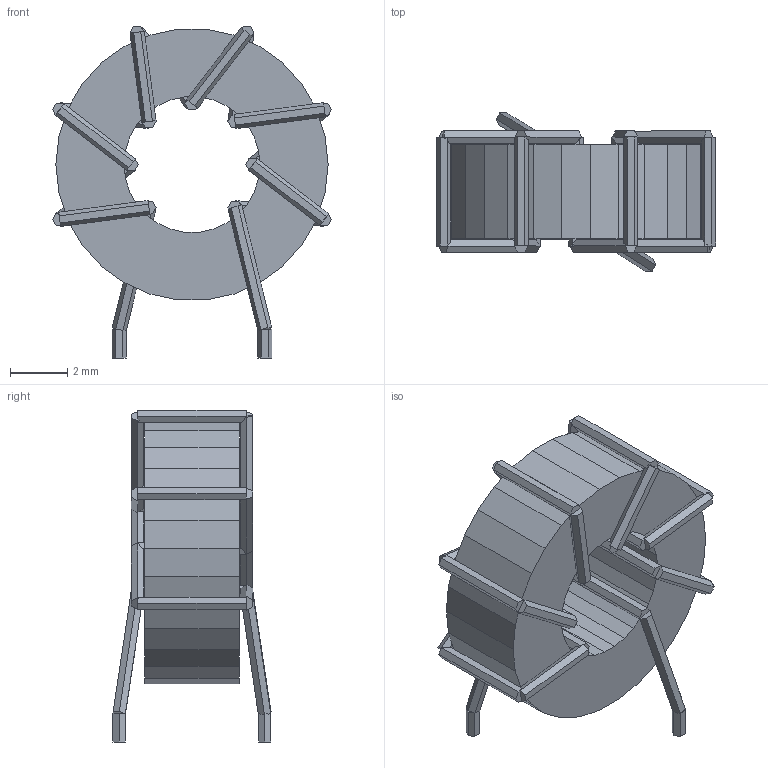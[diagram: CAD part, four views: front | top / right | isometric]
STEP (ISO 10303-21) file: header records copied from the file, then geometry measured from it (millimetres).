
FILE_DESCRIPTION(('FreeCAD Model'),'2;1');
FILE_NAME('L_Toroid_Vertical_FT37-XX_P5.08mm_Diagonal.step','2019-11-18T16:09:20',('Author'),(''), 'Open CASCADE STEP processor 6.9','FreeCAD','Unknown');
FILE_SCHEMA(('AUTOMOTIVE_DESIGN { 1 0 10303 214 1 1 1 1 }'));
Length unit declared in the file: millimetre
Products named in the file (1): union008
Bounding box: 9.74 x 5.52 x 11.59 mm (x, y, z)
Volume: 189.7 mm3; surface area: 399.2 mm2
Topology: 2 solids, 2 shells, 303 faces, 888 edges, 589 vertices
Faces by surface type: plane 303
Entity records: 23002 total; most frequent: CARTESIAN_POINT 4065, DIRECTION 2764, LINE 2156, VECTOR 2156, ORIENTED_EDGE 1776, PCURVE 1776, DEFINITIONAL_REPRESENTATION 1776, EDGE_CURVE 888
